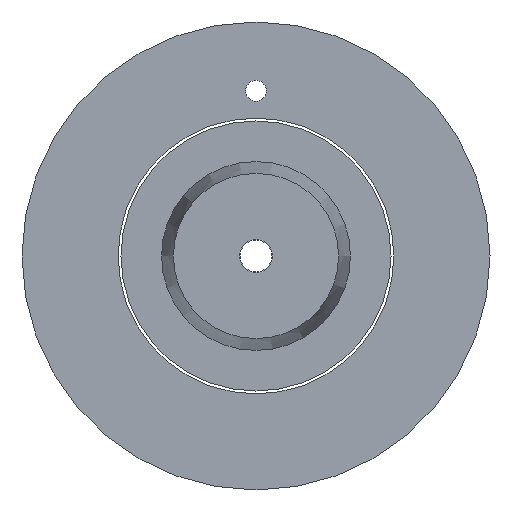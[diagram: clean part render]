
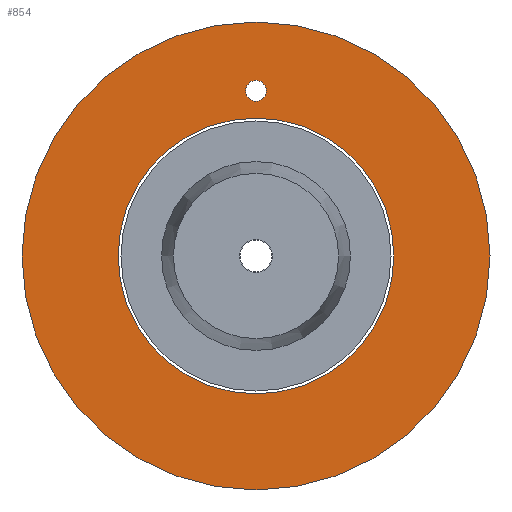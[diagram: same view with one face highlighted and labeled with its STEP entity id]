
A CAD part, front view. The second image highlights one B-rep face of the part: STEP entity #854.
In plain terms, the highlighted planar face has unit normal (0, -1, 0).
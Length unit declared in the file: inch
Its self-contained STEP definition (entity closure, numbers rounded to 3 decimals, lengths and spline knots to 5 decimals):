
#58=FACE_BOUND('',#246,.T.);
#59=FACE_BOUND('',#247,.T.);
#89=PLANE('',#1007);
#166=FACE_OUTER_BOUND('',#245,.T.);
#245=EDGE_LOOP('',(#714));
#246=EDGE_LOOP('',(#715));
#247=EDGE_LOOP('',(#716));
#407=CIRCLE('',#1008,1.7704);
#408=CIRCLE('',#1009,1.04331);
#409=CIRCLE('',#1010,0.07874);
#476=VERTEX_POINT('',#1521);
#477=VERTEX_POINT('',#1523);
#478=VERTEX_POINT('',#1525);
#563=EDGE_CURVE('',#476,#476,#407,.T.);
#564=EDGE_CURVE('',#477,#477,#408,.T.);
#565=EDGE_CURVE('',#478,#478,#409,.T.);
#714=ORIENTED_EDGE('',*,*,#563,.F.);
#715=ORIENTED_EDGE('',*,*,#564,.T.);
#716=ORIENTED_EDGE('',*,*,#565,.F.);
#854=ADVANCED_FACE('',(#166,#58,#59),#89,.T.);
#1007=AXIS2_PLACEMENT_3D('',#1520,#1237,#1238);
#1008=AXIS2_PLACEMENT_3D('',#1522,#1239,#1240);
#1009=AXIS2_PLACEMENT_3D('',#1524,#1241,#1242);
#1010=AXIS2_PLACEMENT_3D('',#1526,#1243,#1244);
#1237=DIRECTION('center_axis',(0.,-1.,0.));
#1238=DIRECTION('ref_axis',(0.,0.,
-1.));
#1239=DIRECTION('center_axis',(0.,1.,0.));
#1240=DIRECTION('ref_axis',(1.,0.,0.));
#1241=DIRECTION('center_axis',(0.,1.,0.));
#1242=DIRECTION('ref_axis',(-1.,0.,0.));
#1243=DIRECTION('center_axis',(0.,-1.,0.));
#1244=DIRECTION('ref_axis',(1.,0.,0.));
#1520=CARTESIAN_POINT('Origin',(0.,-0.07874,
1.7704));
#1521=CARTESIAN_POINT('',(0.,-0.07874,-1.7704));
#1522=CARTESIAN_POINT('Origin',(0.,-0.07874,
0.));
#1523=CARTESIAN_POINT('',(1.04331,-0.07874,0.));
#1524=CARTESIAN_POINT('Origin',(0.,-0.07874,
0.));
#1525=CARTESIAN_POINT('',(-0.07874,-0.07874,1.25));
#1526=CARTESIAN_POINT('Origin',(0.,-0.07874,
1.25));
